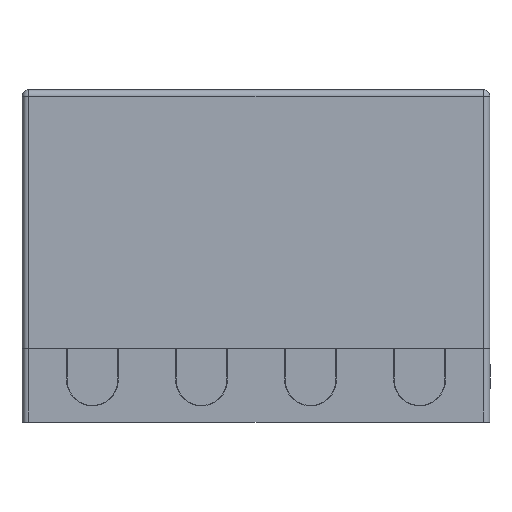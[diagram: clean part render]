
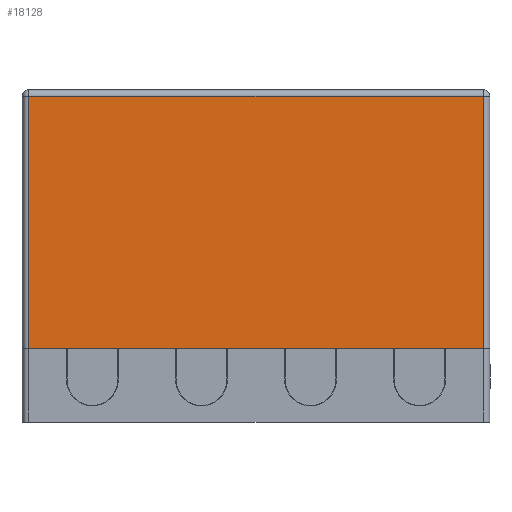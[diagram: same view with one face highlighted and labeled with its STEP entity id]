
A CAD part, front view. The second image highlights one B-rep face of the part: STEP entity #18128.
In plain terms, the highlighted planar face has unit normal (0, -1, 0).
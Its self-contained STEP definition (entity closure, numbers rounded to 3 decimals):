
#17744=CARTESIAN_POINT('',(-3.008,-3.008,81.));
#17745=VERTEX_POINT('',#17744);
#17777=CARTESIAN_POINT('',(142.992,-3.008,81.));
#17778=VERTEX_POINT('',#17777);
#17834=CARTESIAN_POINT('',(142.992,-3.008,0.0));
#17835=VERTEX_POINT('',#17834);
#17845=CARTESIAN_POINT('',(142.992,-3.008,81.));
#17846=DIRECTION('',(0.0,0.0,-1.0));
#17847=VECTOR('',#17846,81.);
#17848=LINE('',#17845,#17847);
#17849=EDGE_CURVE('',#17778,#17835,#17848,.T.);
#17860=CARTESIAN_POINT('',(-3.008,-3.008,81.));
#17861=DIRECTION('',(1.0,0.0,0.0));
#17862=VECTOR('',#17861,146.0);
#17863=LINE('',#17860,#17862);
#17864=EDGE_CURVE('',#17745,#17778,#17863,.T.);
#17915=CARTESIAN_POINT('',(-3.008,-3.008,0.0));
#17916=VERTEX_POINT('',#17915);
#17924=CARTESIAN_POINT('',(-3.008,-3.008,0.0));
#17925=DIRECTION('',(0.0,0.0,1.0));
#17926=VECTOR('',#17925,81.);
#17927=LINE('',#17924,#17926);
#17928=EDGE_CURVE('',#17916,#17745,#17927,.T.);
#18112=CARTESIAN_POINT('',(144.992,-3.008,0.0));
#18113=DIRECTION('',(0.0,-1.0,0.0));
#18114=DIRECTION('',(0.0,0.0,-1.0));
#18115=AXIS2_PLACEMENT_3D('',#18112,#18113,#18114);
#18116=PLANE('',#18115);
#18117=ORIENTED_EDGE('',*,*,#17849,.F.);
#18118=ORIENTED_EDGE('',*,*,#17864,.F.);
#18119=ORIENTED_EDGE('',*,*,#17928,.F.);
#18120=CARTESIAN_POINT('',(-3.008,-3.008,0.0));
#18121=DIRECTION('',(1.0,0.0,0.0));
#18122=VECTOR('',#18121,146.0);
#18123=LINE('',#18120,#18122);
#18124=EDGE_CURVE('',#17916,#17835,#18123,.T.);
#18125=ORIENTED_EDGE('',*,*,#18124,.T.);
#18126=EDGE_LOOP('',(#18117,#18118,#18119,#18125));
#18127=FACE_OUTER_BOUND('',#18126,.T.);
#18128=ADVANCED_FACE('',(#18127),#18116,.T.);
